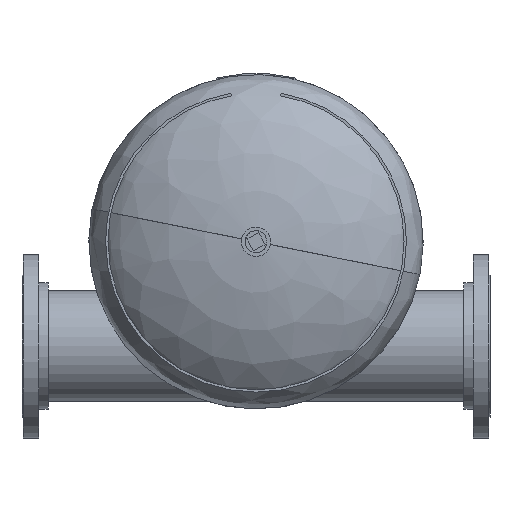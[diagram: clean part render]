
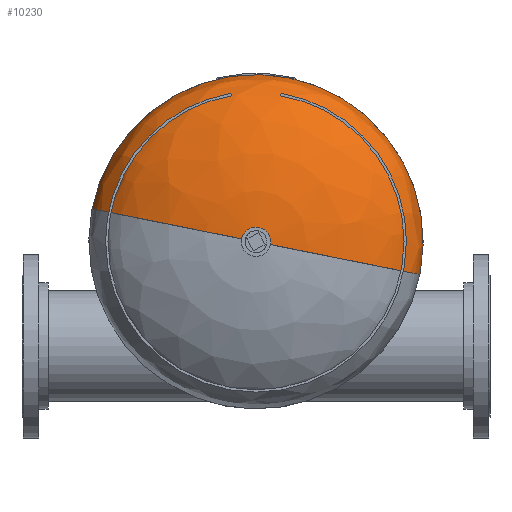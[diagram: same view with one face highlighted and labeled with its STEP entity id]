
A CAD part, front view. The second image highlights one B-rep face of the part: STEP entity #10230.
In plain terms, the highlighted free-form (B-spline) face has degree [3, 3] with [4, 4] control points.
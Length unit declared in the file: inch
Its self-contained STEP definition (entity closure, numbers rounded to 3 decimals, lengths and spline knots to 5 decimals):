
#84 = CARTESIAN_POINT ( 'NONE',  ( 0., 0.5575, 10. ) ) ;
#336 = ORIENTED_EDGE ( 'NONE', *, *, #5662, .F. ) ;
#473 = CARTESIAN_POINT ( 'NONE',  ( -6.24942, 5.39635, 0. ) ) ;
#615 = CARTESIAN_POINT ( 'NONE',  ( -6.24942, 5.39635, 12.49885 ) ) ;
#672 = EDGE_CURVE ( 'NONE', #7199, #9806, #7979, .T. ) ;
#739 = CARTESIAN_POINT ( 'NONE',  ( -6.24942, 5.39635, 0. ) ) ;
#772 = ORIENTED_EDGE ( 'NONE', *, *, #5116, .F. ) ;
#873 = CARTESIAN_POINT ( 'NONE',  ( 0.75, 5.60574, 1.5 ) ) ;
#895 = VERTEX_POINT ( 'NONE', #9813 ) ;
#961 = DIRECTION ( 'NONE',  ( 0., -1., 0. ) ) ;
#1093 = DIRECTION ( 'NONE',  ( 0., 0., -1. ) ) ;
#1473 = VERTEX_POINT ( 'NONE', #8545 ) ;
#1696 = FACE_OUTER_BOUND ( 'NONE', #10693, .T. ) ;
#1827 = CARTESIAN_POINT ( 'NONE',  ( 10., 0.5575, 20. ) ) ;
#1933 = CARTESIAN_POINT ( 'NONE',  ( 10., 0.5575, 0. ) ) ;
#1968 = CARTESIAN_POINT ( 'NONE',  ( -10., 0.5575, 0. ) ) ;
#2296 = DIRECTION ( 'NONE',  ( 0., -1., 0. ) ) ;
#2501 = ORIENTED_EDGE ( 'NONE', *, *, #8868, .T. ) ;
#2519 =( BOUNDED_CURVE ( )  B_SPLINE_CURVE ( 3, ( #6286, #8324, #4017, #3120 ),
 .UNSPECIFIED., .F., .F. ) 
 B_SPLINE_CURVE_WITH_KNOTS ( ( 4, 4 ),
 ( 1.64587, 3.14159 ),
 .UNSPECIFIED. ) 
 CURVE ( )  GEOMETRIC_REPRESENTATION_ITEM ( )  RATIONAL_B_SPLINE_CURVE ( ( 1., 0.822, 0.822, 1. ) ) 
 REPRESENTATION_ITEM ( '' )  );
#2570 = ORIENTED_EDGE ( 'NONE', *, *, #672, .F. ) ;
#2708 = CARTESIAN_POINT ( 'NONE',  ( 10., 3.34945, 0. ) ) ;
#3120 = CARTESIAN_POINT ( 'NONE',  ( 10., 0.5575, 0. ) ) ;
#3725 = CARTESIAN_POINT ( 'NONE',  ( -10., 3.34945, 20. ) ) ;
#3756 = DIRECTION ( 'NONE',  ( 0., 0., -1. ) ) ;
#3797 = VERTEX_POINT ( 'NONE', #11213 ) ;
#4017 = CARTESIAN_POINT ( 'NONE',  ( 10., 3.34945, 0. ) ) ;
#4349 = CARTESIAN_POINT ( 'NONE',  ( -10., 3.34945, 0. ) ) ;
#4493 = CARTESIAN_POINT ( 'NONE',  ( 10., 3.34945, 20. ) ) ;
#4555 = CARTESIAN_POINT ( 'NONE',  ( 0.75, 5.60574, 0. ) ) ;
#4619 = CARTESIAN_POINT ( 'NONE',  ( -10., 3.34945, 0. ) ) ;
#5116 = EDGE_CURVE ( 'NONE', #12288, #7199, #10550, .T. ) ;
#5445 = CARTESIAN_POINT ( 'NONE',  ( -0.75, 5.60574, 1.5 ) ) ;
#5641 = CARTESIAN_POINT ( 'NONE',  ( -10., 0.5575, 20. ) ) ;
#5662 = EDGE_CURVE ( 'NONE', #895, #12288, #2519, .T. ) ;
#6104 = CIRCLE ( 'NONE', #8546, 0.75 ) ;
#6166 = CARTESIAN_POINT ( 'NONE',  ( 0., 0.5575, 0. ) ) ;
#6241 = DIRECTION ( 'NONE',  ( 0., 0., -1. ) ) ;
#6286 = CARTESIAN_POINT ( 'NONE',  ( 0.75, 5.60574, 0. ) ) ;
#6691 = ORIENTED_EDGE ( 'NONE', *, *, #6993, .T. ) ;
#6892 = DIRECTION ( 'NONE',  ( 0., -1., 0. ) ) ;
#6907 = ORIENTED_EDGE ( 'NONE', *, *, #10557, .T. ) ;
#6993 = EDGE_CURVE ( 'NONE', #895, #3797, #8157, .T. ) ;
#7199 = VERTEX_POINT ( 'NONE', #84 ) ;
#7404 =( BOUNDED_SURFACE ( )  B_SPLINE_SURFACE ( 3, 3, ( 
 ( #4555, #873, #5445, #12382 ),
 ( #8442, #9334, #615, #739 ),
 ( #2708, #4493, #3725, #4619 ),
 ( #8506, #1827, #5641, #11497 ) ),
 .UNSPECIFIED., .F., .F., .F. ) 
 B_SPLINE_SURFACE_WITH_KNOTS ( ( 4, 4 ),
 ( 4, 4 ),
 ( 0., 1. ),
 ( 0., 1. ),
 .UNSPECIFIED. ) 
 GEOMETRIC_REPRESENTATION_ITEM ( )  RATIONAL_B_SPLINE_SURFACE ( (
 ( 1., 0.333, 0.333, 1.),
 ( 0.822, 0.274, 0.274, 0.822),
 ( 0.822, 0.274, 0.274, 0.822),
 ( 1., 0.333, 0.333, 1.) ) ) 
 REPRESENTATION_ITEM ( '' )  SURFACE ( )  );
#7568 = AXIS2_PLACEMENT_3D ( 'NONE', #10584, #8675, #8747 ) ;
#7854 = CARTESIAN_POINT ( 'NONE',  ( 0., 5.60574, 0. ) ) ;
#7979 = CIRCLE ( 'NONE', #7568, 10. ) ;
#8157 = CIRCLE ( 'NONE', #8973, 0.75 ) ;
#8235 = CARTESIAN_POINT ( 'NONE',  ( -10., 0.5575, 0. ) ) ;
#8324 = CARTESIAN_POINT ( 'NONE',  ( 6.24942, 5.39635, 0. ) ) ;
#8442 = CARTESIAN_POINT ( 'NONE',  ( 6.24942, 5.39635, 0. ) ) ;
#8506 = CARTESIAN_POINT ( 'NONE',  ( 10., 0.5575, 0. ) ) ;
#8545 = CARTESIAN_POINT ( 'NONE',  ( -0.75, 5.60574, 0. ) ) ;
#8546 = AXIS2_PLACEMENT_3D ( 'NONE', #11017, #2296, #6241 ) ;
#8675 = DIRECTION ( 'NONE',  ( 0., -1., 0. ) ) ;
#8747 = DIRECTION ( 'NONE',  ( 0., 0., -1. ) ) ;
#8868 = EDGE_CURVE ( 'NONE', #3797, #1473, #6104, .T. ) ;
#8973 = AXIS2_PLACEMENT_3D ( 'NONE', #7854, #6892, #3756 ) ;
#9193 = CARTESIAN_POINT ( 'NONE',  ( -0.75, 5.60574, 0. ) ) ;
#9334 = CARTESIAN_POINT ( 'NONE',  ( 6.24942, 5.39635, 12.49885 ) ) ;
#9532 = AXIS2_PLACEMENT_3D ( 'NONE', #6166, #961, #1093 ) ;
#9806 = VERTEX_POINT ( 'NONE', #1968 ) ;
#9813 = CARTESIAN_POINT ( 'NONE',  ( 0.75, 5.60574, 0. ) ) ;
#10230 = ADVANCED_FACE ( 'NONE', ( #1696 ), #7404, .F. ) ;
#10322 =( BOUNDED_CURVE ( )  B_SPLINE_CURVE ( 3, ( #9193, #473, #4349, #8235 ),
 .UNSPECIFIED., .F., .F. ) 
 B_SPLINE_CURVE_WITH_KNOTS ( ( 4, 4 ),
 ( 1.64587, 3.14159 ),
 .UNSPECIFIED. ) 
 CURVE ( )  GEOMETRIC_REPRESENTATION_ITEM ( )  RATIONAL_B_SPLINE_CURVE ( ( 1., 0.822, 0.822, 1. ) ) 
 REPRESENTATION_ITEM ( '' )  );
#10550 = CIRCLE ( 'NONE', #9532, 10. ) ;
#10557 = EDGE_CURVE ( 'NONE', #1473, #9806, #10322, .T. ) ;
#10584 = CARTESIAN_POINT ( 'NONE',  ( 0., 0.5575, 0. ) ) ;
#10693 = EDGE_LOOP ( 'NONE', ( #2501, #6907, #2570, #772, #336, #6691 ) ) ;
#11017 = CARTESIAN_POINT ( 'NONE',  ( 0., 5.60574, 0. ) ) ;
#11213 = CARTESIAN_POINT ( 'NONE',  ( 0.14724, 5.60574, 0.73541 ) ) ;
#11497 = CARTESIAN_POINT ( 'NONE',  ( -10., 0.5575, 0. ) ) ;
#12288 = VERTEX_POINT ( 'NONE', #1933 ) ;
#12382 = CARTESIAN_POINT ( 'NONE',  ( -0.75, 5.60574, 0. ) ) ;
